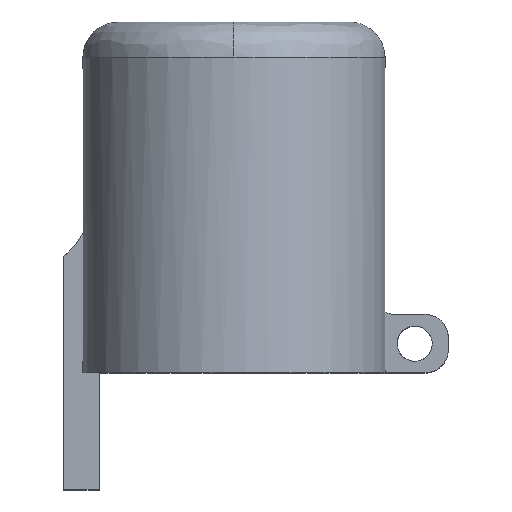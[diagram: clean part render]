
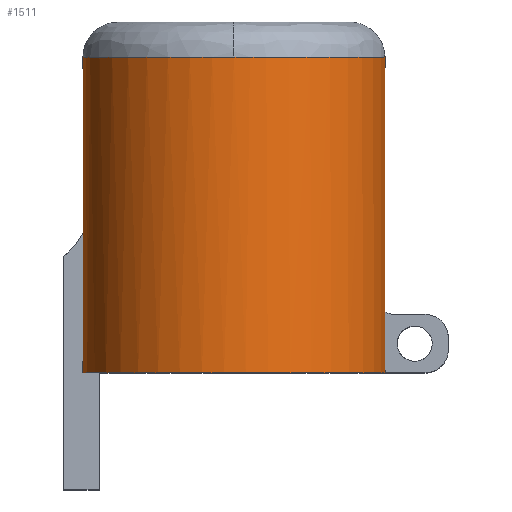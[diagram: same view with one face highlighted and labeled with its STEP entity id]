
A CAD part, top view. The second image highlights one B-rep face of the part: STEP entity #1511.
In plain terms, the highlighted free-form (B-spline) face has degree [2, 1] with [5, 2] control points.
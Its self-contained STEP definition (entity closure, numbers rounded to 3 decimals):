
#308 = EDGE_CURVE('',#309,#311,#313,.T.);
#309 = VERTEX_POINT('',#310);
#310 = CARTESIAN_POINT('',(0.,101.141,48.698));
#311 = VERTEX_POINT('',#312);
#312 = CARTESIAN_POINT('',(-48.349,101.141,5.82
    ));
#313 = ( BOUNDED_CURVE() B_SPLINE_CURVE(2,(#314,#315,#316),
.UNSPECIFIED.,.F.,.F.) B_SPLINE_CURVE_WITH_KNOTS((3,3),(0.,
1.451),.PIECEWISE_BEZIER_KNOTS.) CURVE() 
GEOMETRIC_REPRESENTATION_ITEM() RATIONAL_B_SPLINE_CURVE((1.,
0.748,1.)) REPRESENTATION_ITEM('') );
#314 = CARTESIAN_POINT('',(0.,101.141,48.698));
#315 = CARTESIAN_POINT('',(-43.188,101.141,
    48.698));
#316 = CARTESIAN_POINT('',(-48.349,101.141,5.82
    ));
#1345 = VERTEX_POINT('',#1346);
#1346 = CARTESIAN_POINT('',(48.366,0.,5.673));
#1352 = EDGE_CURVE('',#1353,#1345,#1355,.T.);
#1353 = VERTEX_POINT('',#1354);
#1354 = CARTESIAN_POINT('',(-48.349,0.,5.82));
#1355 = ( BOUNDED_CURVE() B_SPLINE_CURVE(2,(#1356,#1357,#1358,#1359,
#1360),.UNSPECIFIED.,.F.,.F.) B_SPLINE_CURVE_WITH_KNOTS((3,2,3),(
    4.832,6.285,7.737),
.PIECEWISE_BEZIER_KNOTS.) CURVE() GEOMETRIC_REPRESENTATION_ITEM() 
RATIONAL_B_SPLINE_CURVE((1.,0.748,1.,0.748,1.)) 
REPRESENTATION_ITEM('') );
#1356 = CARTESIAN_POINT('',(-48.349,0.,5.82));
#1357 = CARTESIAN_POINT('',(-43.18,0.,48.763));
#1358 = CARTESIAN_POINT('',(0.074,0.,48.698));
#1359 = CARTESIAN_POINT('',(43.327,0.,48.632));
#1360 = CARTESIAN_POINT('',(48.366,0.,5.673));
#1511 = ADVANCED_FACE('',(#1512),#1534,.T.);
#1512 = FACE_BOUND('',#1513,.T.);
#1513 = EDGE_LOOP('',(#1514,#1521,#1527,#1528,#1533));
#1514 = ORIENTED_EDGE('',*,*,#1515,.T.);
#1515 = EDGE_CURVE('',#1345,#1516,#1518,.T.);
#1516 = VERTEX_POINT('',#1517);
#1517 = CARTESIAN_POINT('',(48.366,101.141,
    5.673));
#1518 = B_SPLINE_CURVE_WITH_KNOTS('',1,(#1519,#1520),.UNSPECIFIED.,.F.,
  .F.,(2,2),(-76.2,-7.62),.PIECEWISE_BEZIER_KNOTS.);
#1519 = CARTESIAN_POINT('',(48.366,0.,5.673));
#1520 = CARTESIAN_POINT('',(48.366,101.141,
    5.673));
#1521 = ORIENTED_EDGE('',*,*,#1522,.T.);
#1522 = EDGE_CURVE('',#1516,#309,#1523,.T.);
#1523 = ( BOUNDED_CURVE() B_SPLINE_CURVE(2,(#1524,#1525,#1526),
.UNSPECIFIED.,.F.,.F.) B_SPLINE_CURVE_WITH_KNOTS((3,3),(4.829,
6.283),.PIECEWISE_BEZIER_KNOTS.) CURVE() 
GEOMETRIC_REPRESENTATION_ITEM() RATIONAL_B_SPLINE_CURVE((1.,
0.747,1.)) REPRESENTATION_ITEM('') );
#1524 = CARTESIAN_POINT('',(48.366,101.141,
    5.673));
#1525 = CARTESIAN_POINT('',(43.32,101.141,
    48.698));
#1526 = CARTESIAN_POINT('',(0.,101.141,
    48.698));
#1527 = ORIENTED_EDGE('',*,*,#308,.T.);
#1528 = ORIENTED_EDGE('',*,*,#1529,.T.);
#1529 = EDGE_CURVE('',#311,#1353,#1530,.T.);
#1530 = B_SPLINE_CURVE_WITH_KNOTS('',1,(#1531,#1532),.UNSPECIFIED.,.F.,
  .F.,(2,2),(7.62,76.2),.PIECEWISE_BEZIER_KNOTS.);
#1531 = CARTESIAN_POINT('',(-48.349,101.141,
    5.82));
#1532 = CARTESIAN_POINT('',(-48.349,0.,5.82));
#1533 = ORIENTED_EDGE('',*,*,#1352,.T.);
#1534 = ( BOUNDED_SURFACE() B_SPLINE_SURFACE(2,1,(
    (#1535,#1536)
    ,(#1537,#1538)
    ,(#1539,#1540)
    ,(#1541,#1542)
    ,(#1543,#1544
)),.UNSPECIFIED.,.F.,.F.,.F.) B_SPLINE_SURFACE_WITH_KNOTS((3,2,3),(2,2),
  (1.688,3.14,4.593),(7.62,76.2),
.PIECEWISE_BEZIER_KNOTS.) GEOMETRIC_REPRESENTATION_ITEM() 
RATIONAL_B_SPLINE_SURFACE((
    (1.,1.)
    ,(0.748,0.748)
    ,(1.,1.)
    ,(0.748,0.748)
,(1.,1.))) REPRESENTATION_ITEM('') SURFACE() );
#1535 = CARTESIAN_POINT('',(48.366,101.141,
    5.673));
#1536 = CARTESIAN_POINT('',(48.366,0.,5.673));
#1537 = CARTESIAN_POINT('',(43.327,101.141,
    48.632));
#1538 = CARTESIAN_POINT('',(43.327,0.,48.632));
#1539 = CARTESIAN_POINT('',(0.074,101.141,
    48.698));
#1540 = CARTESIAN_POINT('',(0.074,0.,48.698));
#1541 = CARTESIAN_POINT('',(-43.18,101.141,
    48.763));
#1542 = CARTESIAN_POINT('',(-43.18,0.,48.763));
#1543 = CARTESIAN_POINT('',(-48.349,101.141,
    5.82));
#1544 = CARTESIAN_POINT('',(-48.349,0.,5.82));
